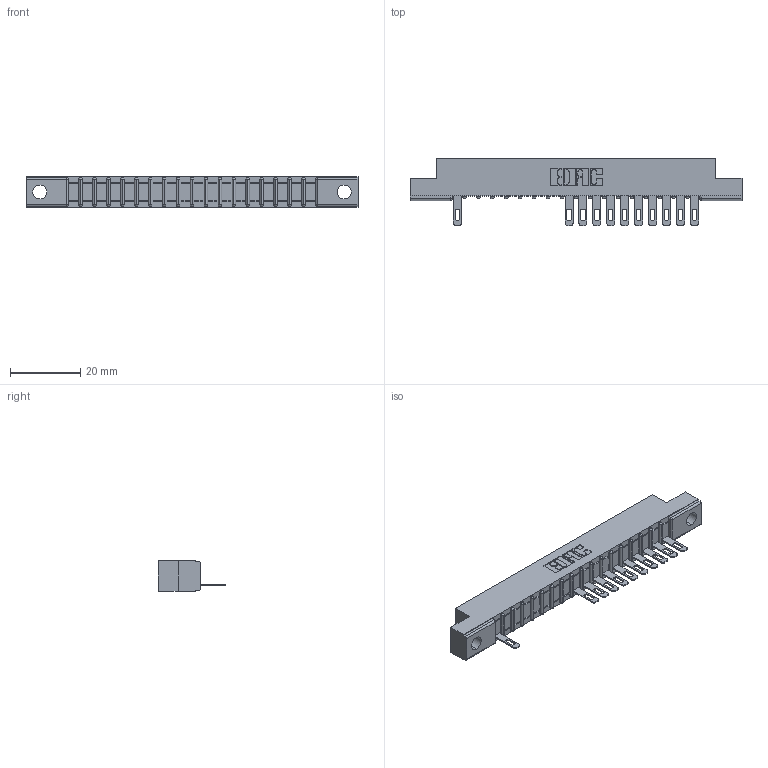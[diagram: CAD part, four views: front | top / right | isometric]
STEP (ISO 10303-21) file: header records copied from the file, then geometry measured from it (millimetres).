
FILE_DESCRIPTION (( 'STEP AP203' ), '1' );
FILE_NAME ('307-018-505-102.STEP', '2018-08-03T22:22:42', ( '' ), ( '' ), 'SwSTEP 2.0', 'SolidWorks 2016', '' );
FILE_SCHEMA (( 'CONFIG_CONTROL_DESIGN' ));
Length unit declared in the file: inch
Products named in the file (3): 307 Part_.128 Dia Mounting Holes; 307-290-001_505; 307-018-505-102
Assembly tree (12 placements, depth 2):
  307-018-505-102
    307 Part_.128 Dia Mounting Holes
    307-290-001_505  x11
Bounding box: 94.34 x 19.18 x 8.71 mm (x, y, z)
Volume: 5791.5 mm3; surface area: 8134 mm2
Topology: 12 solids, 12 shells, 893 faces, 2553 edges, 1634 vertices
Faces by surface type: plane 550, cylinder 305, sphere 38
Entity records: 18142 total; most frequent: CARTESIAN_POINT 3077, ORIENTED_EDGE 3070, DIRECTION 3001, EDGE_CURVE 1535, LINE 1165, VECTOR 1165, VERTEX_POINT 994, AXIS2_PLACEMENT_3D 918
